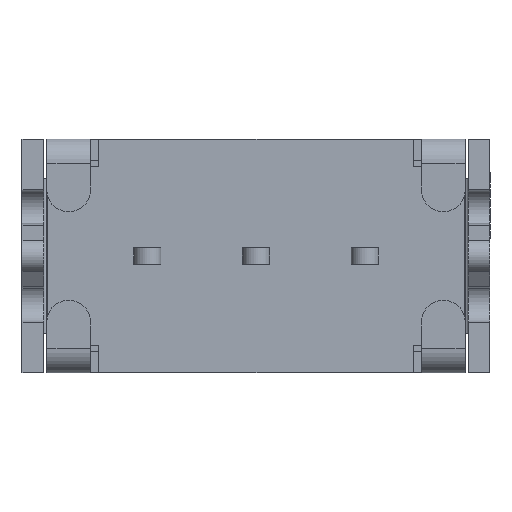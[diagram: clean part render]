
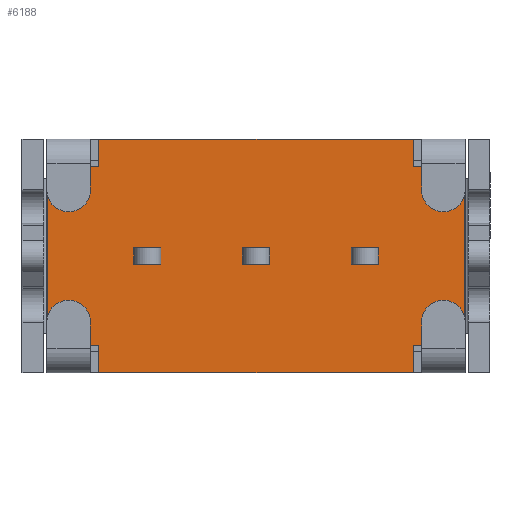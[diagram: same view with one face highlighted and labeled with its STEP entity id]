
A CAD part, front view. The second image highlights one B-rep face of the part: STEP entity #6188.
In plain terms, the highlighted planar face has unit normal (0, -1, 0).
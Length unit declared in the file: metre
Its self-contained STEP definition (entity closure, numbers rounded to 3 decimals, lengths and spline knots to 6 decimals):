
#20 = LINE ( 'NONE', #2596, #5843 ) ;
#28 = VECTOR ( 'NONE', #2181, 1. ) ;
#51 = CARTESIAN_POINT ( 'NONE',  ( 0.00384, -0.0036, 0.00165 ) ) ;
#134 = VECTOR ( 'NONE', #689, 1. ) ;
#135 = ORIENTED_EDGE ( 'NONE', *, *, #5711, .T. ) ;
#241 = CARTESIAN_POINT ( 'NONE',  ( 0.00384, -0.0036, -0.00165 ) ) ;
#364 = LINE ( 'NONE', #2957, #4974 ) ;
#454 = EDGE_CURVE ( 'NONE', #5982, #2755, #1796, .T. ) ;
#572 = DIRECTION ( 'NONE',  ( -1., 0., 0. ) ) ;
#594 = ORIENTED_EDGE ( 'NONE', *, *, #1927, .T. ) ;
#642 = ORIENTED_EDGE ( 'NONE', *, *, #3621, .T. ) ;
#671 = ORIENTED_EDGE ( 'NONE', *, *, #6392, .T. ) ;
#689 = DIRECTION ( 'NONE',  ( 1., 0., 0. ) ) ;
#1163 = EDGE_CURVE ( 'NONE', #3025, #4672, #3990, .T. ) ;
#1258 = ORIENTED_EDGE ( 'NONE', *, *, #2727, .F. ) ;
#1271 = DIRECTION ( 'NONE',  ( 0., 0., 1. ) ) ;
#1327 = VECTOR ( 'NONE', #3031, 1. ) ;
#1544 = CARTESIAN_POINT ( 'NONE',  ( 0.00289, -0.0036, -0.00165 ) ) ;
#1749 = ORIENTED_EDGE ( 'NONE', *, *, #454, .T. ) ;
#1757 = VERTEX_POINT ( 'NONE', #5038 ) ;
#1796 = LINE ( 'NONE', #6012, #3633 ) ;
#1867 = CARTESIAN_POINT ( 'NONE',  ( 0.00289, -0.0036, 0.00165 ) ) ;
#1927 = EDGE_CURVE ( 'NONE', #2755, #2224, #2543, .T. ) ;
#1995 = ORIENTED_EDGE ( 'NONE', *, *, #1163, .T. ) ;
#2181 = DIRECTION ( 'NONE',  ( -1., 0., 0. ) ) ;
#2224 = VERTEX_POINT ( 'NONE', #241 ) ;
#2260 = DIRECTION ( 'NONE',  ( 0., 0., -1. ) ) ;
#2358 = AXIS2_PLACEMENT_3D ( 'NONE', #3670, #4351, #5778 ) ;
#2427 = CARTESIAN_POINT ( 'NONE',  ( -0.00289, -0.0036, 0.00215 ) ) ;
#2443 = CARTESIAN_POINT ( 'NONE',  ( 0.00384, -0.0036, -0.00215 ) ) ;
#2543 = LINE ( 'NONE', #1544, #6843 ) ;
#2596 = CARTESIAN_POINT ( 'NONE',  ( -0.00384, -0.0036, -0.00215 ) ) ;
#2636 = VERTEX_POINT ( 'NONE', #3851 ) ;
#2727 = EDGE_CURVE ( 'NONE', #4777, #2636, #20, .T. ) ;
#2755 = VERTEX_POINT ( 'NONE', #4158 ) ;
#2784 = FACE_OUTER_BOUND ( 'NONE', #4006, .T. ) ;
#2866 = VECTOR ( 'NONE', #3477, 1. ) ;
#2902 = LINE ( 'NONE', #1867, #4342 ) ;
#2957 = CARTESIAN_POINT ( 'NONE',  ( 0.002017, -0.0036, -0.00215 ) ) ;
#2989 = EDGE_CURVE ( 'NONE', #4982, #5982, #364, .T. ) ;
#3025 = VERTEX_POINT ( 'NONE', #4629 ) ;
#3031 = DIRECTION ( 'NONE',  ( 0., 0., -1. ) ) ;
#3151 = VERTEX_POINT ( 'NONE', #6833 ) ;
#3335 = LINE ( 'NONE', #4801, #6525 ) ;
#3358 = CARTESIAN_POINT ( 'NONE',  ( 0.00289, -0.0036, -0.00215 ) ) ;
#3430 = VECTOR ( 'NONE', #6040, 1. ) ;
#3452 = CARTESIAN_POINT ( 'NONE',  ( -0.00289, -0.0036, -0.00215 ) ) ;
#3463 = DIRECTION ( 'NONE',  ( 1., 0., 0. ) ) ;
#3477 = DIRECTION ( 'NONE',  ( 0., 0., -1. ) ) ;
#3494 = ORIENTED_EDGE ( 'NONE', *, *, #5960, .F. ) ;
#3563 = LINE ( 'NONE', #2443, #1327 ) ;
#3594 = ORIENTED_EDGE ( 'NONE', *, *, #4589, .F. ) ;
#3618 = LINE ( 'NONE', #6241, #4534 ) ;
#3621 = EDGE_CURVE ( 'NONE', #4777, #5780, #3938, .T. ) ;
#3633 = VECTOR ( 'NONE', #1271, 1. ) ;
#3670 = CARTESIAN_POINT ( 'NONE',  ( -0.00289, -0.0036, 0.00215 ) ) ;
#3679 = DIRECTION ( 'NONE',  ( 0., 0., 1. ) ) ;
#3829 = PLANE ( 'NONE',  #2358 ) ;
#3851 = CARTESIAN_POINT ( 'NONE',  ( -0.00384, -0.0036, 0.00165 ) ) ;
#3876 = CARTESIAN_POINT ( 'NONE',  ( 0.002017, -0.0036, 0.00215 ) ) ;
#3919 = DIRECTION ( 'NONE',  ( 0., 0., 1. ) ) ;
#3938 = LINE ( 'NONE', #5664, #3430 ) ;
#3944 = CARTESIAN_POINT ( 'NONE',  ( -0.00289, -0.0036, -0.00165 ) ) ;
#3956 = ORIENTED_EDGE ( 'NONE', *, *, #4632, .T. ) ;
#3990 = LINE ( 'NONE', #2427, #2866 ) ;
#3991 = EDGE_CURVE ( 'NONE', #5780, #4982, #3618, .T. ) ;
#4006 = EDGE_LOOP ( 'NONE', ( #671, #135, #3494, #1995, #3956, #1258, #642, #6803, #6736, #1749, #594, #3594 ) ) ;
#4158 = CARTESIAN_POINT ( 'NONE',  ( 0.00289, -0.0036, -0.00165 ) ) ;
#4320 = VERTEX_POINT ( 'NONE', #6705 ) ;
#4342 = VECTOR ( 'NONE', #3919, 1. ) ;
#4351 = DIRECTION ( 'NONE',  ( 0., -1., 0. ) ) ;
#4534 = VECTOR ( 'NONE', #2260, 1. ) ;
#4589 = EDGE_CURVE ( 'NONE', #4320, #2224, #3563, .T. ) ;
#4629 = CARTESIAN_POINT ( 'NONE',  ( -0.00289, -0.0036, 0.00215 ) ) ;
#4632 = EDGE_CURVE ( 'NONE', #4672, #2636, #3335, .T. ) ;
#4672 = VERTEX_POINT ( 'NONE', #5774 ) ;
#4777 = VERTEX_POINT ( 'NONE', #4868 ) ;
#4782 = LINE ( 'NONE', #51, #28 ) ;
#4801 = CARTESIAN_POINT ( 'NONE',  ( -0.00289, -0.0036, 0.00165 ) ) ;
#4868 = CARTESIAN_POINT ( 'NONE',  ( -0.00384, -0.0036, -0.00165 ) ) ;
#4974 = VECTOR ( 'NONE', #3463, 1. ) ;
#4982 = VERTEX_POINT ( 'NONE', #3452 ) ;
#5038 = CARTESIAN_POINT ( 'NONE',  ( 0.00289, -0.0036, 0.00215 ) ) ;
#5461 = LINE ( 'NONE', #3876, #134 ) ;
#5664 = CARTESIAN_POINT ( 'NONE',  ( -0.00384, -0.0036, -0.00165 ) ) ;
#5711 = EDGE_CURVE ( 'NONE', #3151, #1757, #2902, .T. ) ;
#5770 = DIRECTION ( 'NONE',  ( 1., 0., 0. ) ) ;
#5774 = CARTESIAN_POINT ( 'NONE',  ( -0.00289, -0.0036, 0.00165 ) ) ;
#5778 = DIRECTION ( 'NONE',  ( 0., 0., -1. ) ) ;
#5780 = VERTEX_POINT ( 'NONE', #3944 ) ;
#5843 = VECTOR ( 'NONE', #3679, 1. ) ;
#5960 = EDGE_CURVE ( 'NONE', #3025, #1757, #5461, .T. ) ;
#5982 = VERTEX_POINT ( 'NONE', #3358 ) ;
#6012 = CARTESIAN_POINT ( 'NONE',  ( 0.00289, -0.0036, -0.00215 ) ) ;
#6040 = DIRECTION ( 'NONE',  ( 1., 0., 0. ) ) ;
#6188 = ADVANCED_FACE ( 'NONE', ( #2784 ), #3829, .T. ) ;
#6241 = CARTESIAN_POINT ( 'NONE',  ( -0.00289, -0.0036, -0.00165 ) ) ;
#6392 = EDGE_CURVE ( 'NONE', #4320, #3151, #4782, .T. ) ;
#6525 = VECTOR ( 'NONE', #572, 1. ) ;
#6705 = CARTESIAN_POINT ( 'NONE',  ( 0.00384, -0.0036, 0.00165 ) ) ;
#6736 = ORIENTED_EDGE ( 'NONE', *, *, #2989, .T. ) ;
#6803 = ORIENTED_EDGE ( 'NONE', *, *, #3991, .T. ) ;
#6833 = CARTESIAN_POINT ( 'NONE',  ( 0.00289, -0.0036, 0.00165 ) ) ;
#6843 = VECTOR ( 'NONE', #5770, 1. ) ;
